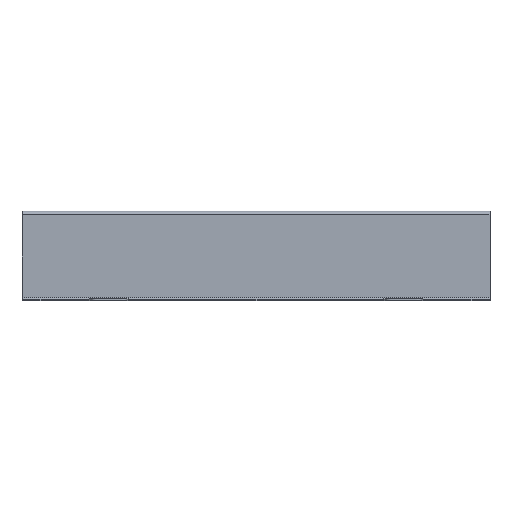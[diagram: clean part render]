
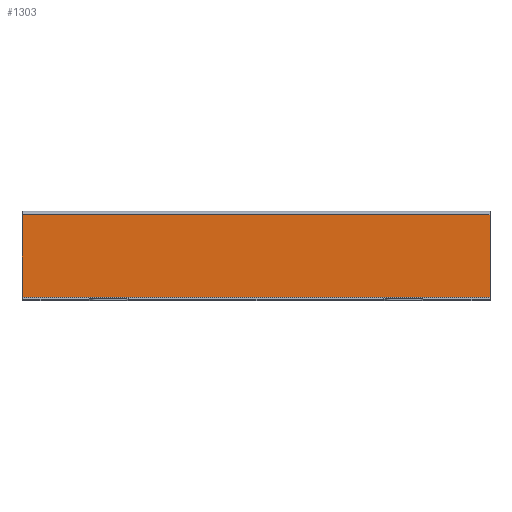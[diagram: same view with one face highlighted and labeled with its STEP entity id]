
A CAD part, top view. The second image highlights one B-rep face of the part: STEP entity #1303.
In plain terms, the highlighted planar face has unit normal (0, 0, 1).
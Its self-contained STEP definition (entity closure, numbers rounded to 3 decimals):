
#33 = CARTESIAN_POINT ( 'NONE',  ( -198.5, -35., 0. ) ) ;
#68 = VERTEX_POINT ( 'NONE', #955 ) ;
#73 = LINE ( 'NONE', #466, #799 ) ;
#100 = DIRECTION ( 'NONE',  ( 0., -1., 0. ) ) ;
#225 = VECTOR ( 'NONE', #1417, 1000. ) ;
#279 = VERTEX_POINT ( 'NONE', #33 ) ;
#297 = LINE ( 'NONE', #949, #1582 ) ;
#309 = EDGE_CURVE ( 'NONE', #68, #279, #1031, .T. ) ;
#466 = CARTESIAN_POINT ( 'NONE',  ( 198.5, -38., 0. ) ) ;
#571 = PLANE ( 'NONE',  #830 ) ;
#694 = FACE_OUTER_BOUND ( 'NONE', #1358, .T. ) ;
#701 = VERTEX_POINT ( 'NONE', #1065 ) ;
#713 = VERTEX_POINT ( 'NONE', #1567 ) ;
#799 = VECTOR ( 'NONE', #1593, 1000. ) ;
#830 = AXIS2_PLACEMENT_3D ( 'NONE', #1178, #953, #1084 ) ;
#859 = LINE ( 'NONE', #1231, #1083 ) ;
#903 = EDGE_CURVE ( 'NONE', #713, #701, #297, .T. ) ;
#917 = CARTESIAN_POINT ( 'NONE',  ( 198.5, -35., 0. ) ) ;
#949 = CARTESIAN_POINT ( 'NONE',  ( 198.5, 35., 0. ) ) ;
#950 = ORIENTED_EDGE ( 'NONE', *, *, #986, .T. ) ;
#953 = DIRECTION ( 'NONE',  ( 0., 0., 1. ) ) ;
#955 = CARTESIAN_POINT ( 'NONE',  ( 198.5, -35., 0. ) ) ;
#986 = EDGE_CURVE ( 'NONE', #701, #279, #859, .T. ) ;
#1031 = LINE ( 'NONE', #917, #225 ) ;
#1065 = CARTESIAN_POINT ( 'NONE',  ( -198.5, 35., 0. ) ) ;
#1083 = VECTOR ( 'NONE', #100, 1000. ) ;
#1084 = DIRECTION ( 'NONE',  ( 1., 0., 0. ) ) ;
#1178 = CARTESIAN_POINT ( 'NONE',  ( 0., 0., 0. ) ) ;
#1201 = EDGE_CURVE ( 'NONE', #68, #713, #73, .T. ) ;
#1231 = CARTESIAN_POINT ( 'NONE',  ( -198.5, -38., 0. ) ) ;
#1295 = DIRECTION ( 'NONE',  ( -1., 0., 0. ) ) ;
#1303 = ADVANCED_FACE ( 'NONE', ( #694 ), #571, .T. ) ;
#1358 = EDGE_LOOP ( 'NONE', ( #1442, #1616, #950, #1471 ) ) ;
#1417 = DIRECTION ( 'NONE',  ( -1., 0., 0. ) ) ;
#1442 = ORIENTED_EDGE ( 'NONE', *, *, #1201, .T. ) ;
#1471 = ORIENTED_EDGE ( 'NONE', *, *, #309, .F. ) ;
#1567 = CARTESIAN_POINT ( 'NONE',  ( 198.5, 35., 0. ) ) ;
#1582 = VECTOR ( 'NONE', #1295, 1000. ) ;
#1593 = DIRECTION ( 'NONE',  ( 0., 1., 0. ) ) ;
#1616 = ORIENTED_EDGE ( 'NONE', *, *, #903, .T. ) ;
